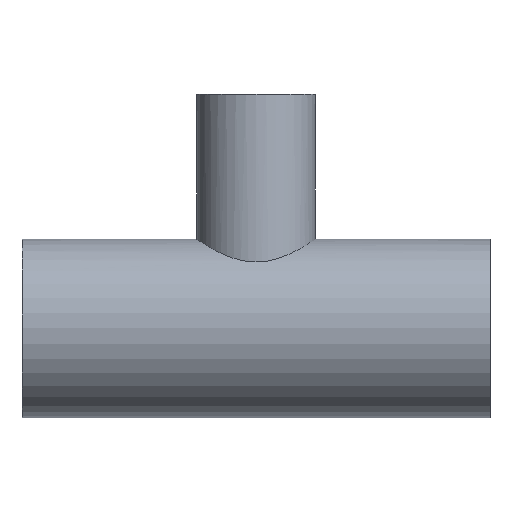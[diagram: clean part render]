
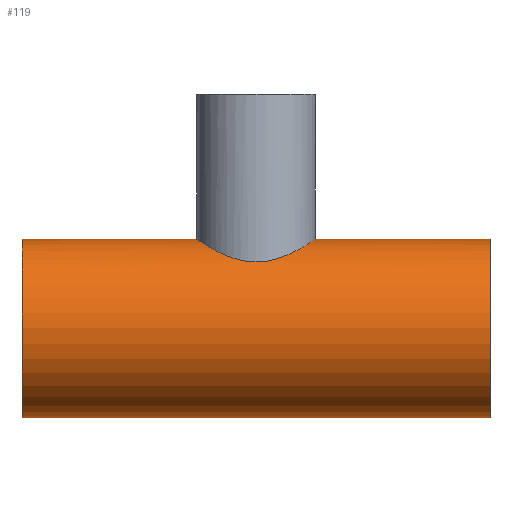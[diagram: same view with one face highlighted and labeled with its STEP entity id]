
A CAD part, front view. The second image highlights one B-rep face of the part: STEP entity #119.
In plain terms, the highlighted cylindrical face has radius 19.05 mm (diameter 38.1 mm), a full revolution.
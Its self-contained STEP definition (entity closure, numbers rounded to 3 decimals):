
#16=FACE_BOUND('',#35,.T.);
#26=FACE_OUTER_BOUND('',#34,.T.);
#34=EDGE_LOOP('',(#96,#97,#98,#99));
#35=EDGE_LOOP('',(#100,#101));
#44=B_SPLINE_CURVE_WITH_KNOTS('',3,(#253,#254,#255,#256,#257,#258,#259,
#260,#261,#262,#263,#264,#265,#266),.UNSPECIFIED.,.F.,.F.,(4,2,2,2,2,2,
4),(0.,0.251,0.501,1.002,1.498,
1.745,1.993),.UNSPECIFIED.);
#45=B_SPLINE_CURVE_WITH_KNOTS('',3,(#267,#268,#269,#270,#271,#272,#273,
#274,#275,#276,#277,#278,#279,#280,#281,#282,#283,#284,#285,#286,#287,#288,
#289,#290,#291,#292,#293,#294,#295,#296,#297,#298,#299,#300,#301,#302,#303,
#304),.UNSPECIFIED.,.F.,.F.,(4,2,2,2,2,2,2,2,2,2,2,2,2,2,2,2,2,2,4),(1.993,
2.241,2.489,2.984,3.485,3.736,
3.986,4.237,4.487,4.988,5.484,
5.732,5.98,6.227,6.475,6.971,
7.472,7.722,7.973),.UNSPECIFIED.);
#48=LINE('',#310,#52);
#52=VECTOR('',#174,19.05);
#56=CIRCLE('',#149,19.05);
#57=CIRCLE('',#150,19.05);
#64=VERTEX_POINT('',#250);
#65=VERTEX_POINT('',#252);
#66=VERTEX_POINT('',#307);
#67=VERTEX_POINT('',#309);
#76=EDGE_CURVE('',#65,#64,#44,.T.);
#77=EDGE_CURVE('',#64,#65,#45,.T.);
#78=EDGE_CURVE('',#66,#66,#56,.T.);
#79=EDGE_CURVE('',#66,#67,#48,.T.);
#80=EDGE_CURVE('',#67,#67,#57,.T.);
#96=ORIENTED_EDGE('',*,*,#78,.F.);
#97=ORIENTED_EDGE('',*,*,#79,.T.);
#98=ORIENTED_EDGE('',*,*,#80,.F.);
#99=ORIENTED_EDGE('',*,*,#79,.F.);
#100=ORIENTED_EDGE('',*,*,#76,.T.);
#101=ORIENTED_EDGE('',*,*,#77,.T.);
#114=CYLINDRICAL_SURFACE('',#148,19.05);
#119=ADVANCED_FACE('',(#26,#16),#114,.T.);
#148=AXIS2_PLACEMENT_3D('',#306,#170,#171);
#149=AXIS2_PLACEMENT_3D('',#308,#172,#173);
#150=AXIS2_PLACEMENT_3D('',#311,#175,#176);
#170=DIRECTION('center_axis',(1.,0.,0.));
#171=DIRECTION('ref_axis',(0.,1.,0.));
#172=DIRECTION('center_axis',(1.,0.,0.));
#173=DIRECTION('ref_axis',(0.,1.,0.));
#174=DIRECTION('',(-1.,0.,0.));
#175=DIRECTION('center_axis',(-1.,0.,0.));
#176=DIRECTION('ref_axis',(0.,1.,0.));
#250=CARTESIAN_POINT('',(-12.7,0.,19.05));
#252=CARTESIAN_POINT('',(0.,-12.7,14.199));
#253=CARTESIAN_POINT('Ctrl Pts',(0.,-12.7,14.199));
#254=CARTESIAN_POINT('Ctrl Pts',(-0.835,-12.7,14.199));
#255=CARTESIAN_POINT('Ctrl Pts',(-1.683,-12.617,14.275));
#256=CARTESIAN_POINT('Ctrl Pts',(-3.346,-12.281,14.565));
#257=CARTESIAN_POINT('Ctrl Pts',(-4.161,-12.028,14.778));
#258=CARTESIAN_POINT('Ctrl Pts',(-6.485,-11.048,15.541));
#259=CARTESIAN_POINT('Ctrl Pts',(-7.876,-10.085,16.21));
#260=CARTESIAN_POINT('Ctrl Pts',(-10.073,-7.888,17.385));
#261=CARTESIAN_POINT('Ctrl Pts',(-11.044,-6.495,17.981));
#262=CARTESIAN_POINT('Ctrl Pts',(-12.03,-4.158,18.608));
#263=CARTESIAN_POINT('Ctrl Pts',(-12.283,-3.337,18.774));
#264=CARTESIAN_POINT('Ctrl Pts',(-12.618,-1.672,18.995));
#265=CARTESIAN_POINT('Ctrl Pts',(-12.7,-0.826,19.05));
#266=CARTESIAN_POINT('Ctrl Pts',(-12.7,0.,19.05));
#267=CARTESIAN_POINT('Ctrl Pts',(-12.7,0.,19.05));
#268=CARTESIAN_POINT('Ctrl Pts',(-12.7,0.826,19.05));
#269=CARTESIAN_POINT('Ctrl Pts',(-12.618,1.672,18.995));
#270=CARTESIAN_POINT('Ctrl Pts',(-12.283,3.337,18.774));
#271=CARTESIAN_POINT('Ctrl Pts',(-12.03,4.158,18.608));
#272=CARTESIAN_POINT('Ctrl Pts',(-11.044,6.495,17.981));
#273=CARTESIAN_POINT('Ctrl Pts',(-10.073,7.888,17.385));
#274=CARTESIAN_POINT('Ctrl Pts',(-7.876,10.085,16.21));
#275=CARTESIAN_POINT('Ctrl Pts',(-6.485,11.048,15.541));
#276=CARTESIAN_POINT('Ctrl Pts',(-4.161,12.028,14.778));
#277=CARTESIAN_POINT('Ctrl Pts',(-3.346,12.281,14.565));
#278=CARTESIAN_POINT('Ctrl Pts',(-1.683,12.617,14.275));
#279=CARTESIAN_POINT('Ctrl Pts',(-0.835,12.7,14.199));
#280=CARTESIAN_POINT('Ctrl Pts',(0.835,12.7,14.199));
#281=CARTESIAN_POINT('Ctrl Pts',(1.683,12.617,14.275));
#282=CARTESIAN_POINT('Ctrl Pts',(3.346,12.281,14.565));
#283=CARTESIAN_POINT('Ctrl Pts',(4.161,12.028,14.778));
#284=CARTESIAN_POINT('Ctrl Pts',(6.485,11.048,15.541));
#285=CARTESIAN_POINT('Ctrl Pts',(7.876,10.085,16.21));
#286=CARTESIAN_POINT('Ctrl Pts',(10.073,7.888,17.385));
#287=CARTESIAN_POINT('Ctrl Pts',(11.044,6.495,17.981));
#288=CARTESIAN_POINT('Ctrl Pts',(12.03,4.158,18.608));
#289=CARTESIAN_POINT('Ctrl Pts',(12.283,3.337,18.774));
#290=CARTESIAN_POINT('Ctrl Pts',(12.618,1.672,18.995));
#291=CARTESIAN_POINT('Ctrl Pts',(12.7,0.826,19.05));
#292=CARTESIAN_POINT('Ctrl Pts',(12.7,-0.826,19.05));
#293=CARTESIAN_POINT('Ctrl Pts',(12.618,-1.672,18.995));
#294=CARTESIAN_POINT('Ctrl Pts',(12.283,-3.337,18.774));
#295=CARTESIAN_POINT('Ctrl Pts',(12.03,-4.158,18.608));
#296=CARTESIAN_POINT('Ctrl Pts',(11.044,-6.495,17.981));
#297=CARTESIAN_POINT('Ctrl Pts',(10.073,-7.888,17.385));
#298=CARTESIAN_POINT('Ctrl Pts',(7.876,-10.085,16.21));
#299=CARTESIAN_POINT('Ctrl Pts',(6.485,-11.048,15.541));
#300=CARTESIAN_POINT('Ctrl Pts',(4.161,-12.028,14.778));
#301=CARTESIAN_POINT('Ctrl Pts',(3.346,-12.281,14.565));
#302=CARTESIAN_POINT('Ctrl Pts',(1.683,-12.617,14.275));
#303=CARTESIAN_POINT('Ctrl Pts',(0.835,-12.7,14.199));
#304=CARTESIAN_POINT('Ctrl Pts',(0.,-12.7,14.199));
#306=CARTESIAN_POINT('Origin',(0.,0.,0.));
#307=CARTESIAN_POINT('',(50.,-19.05,0.));
#308=CARTESIAN_POINT('Origin',(50.,0.,0.));
#309=CARTESIAN_POINT('',(-50.,-19.05,0.));
#310=CARTESIAN_POINT('',(0.,-19.05,0.));
#311=CARTESIAN_POINT('Origin',(-50.,0.,0.));
